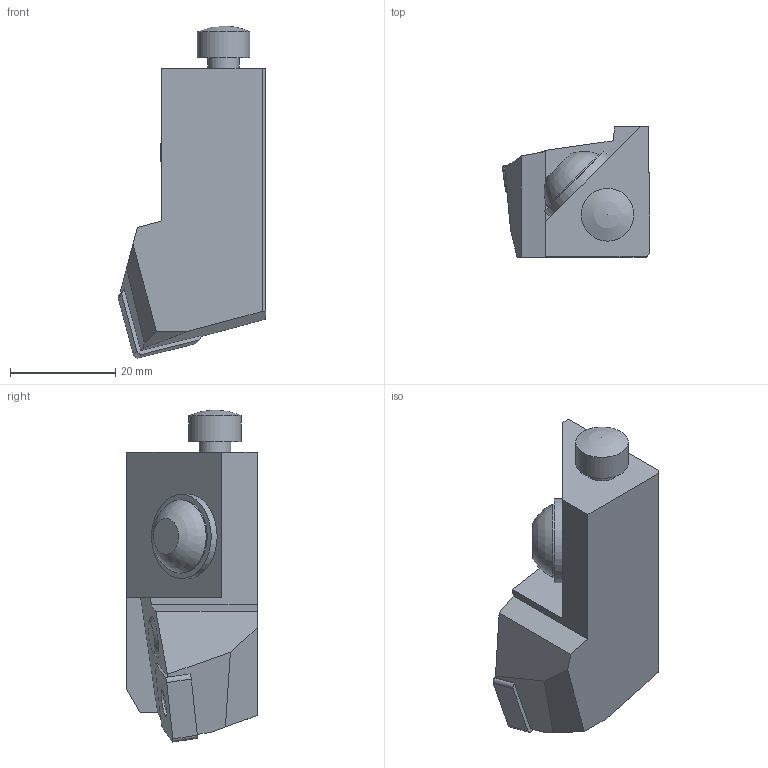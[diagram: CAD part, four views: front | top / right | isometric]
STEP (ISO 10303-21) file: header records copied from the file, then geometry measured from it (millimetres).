
FILE_DESCRIPTION(/* description */ (''),/* implementation_level */ '2;1');
FILE_NAME(/* name */ '1686743064088.stp',/* time_stamp */ '2023-06-14T17:14:32+06:00',/* author */ (''),/* organization */ ('SMS'),/* preprocessor_version */ 'ST-DEVELOPER v16.7',/* originating_system */ 'SIEMENS PLM Software NX 12.0',/* authorisation */ '');
FILE_SCHEMA (('AUTOMOTIVE_DESIGN { 1 0 10303 214 3 1 1 1 }'));
Length unit declared in the file: millimetre
Products named in the file (4): ASSEMBLY_CONSTRUCTION; IsoTurningInsert; 204778440mod000_00; 204778441mod000_00
Assembly tree (3 placements, depth 2):
  204778441mod000_00
    204778440mod000_00
    IsoTurningInsert
    ASSEMBLY_CONSTRUCTION
Bounding box: 28 x 24.75 x 63 mm (x, y, z)
Volume: 21687.8 mm3; surface area: 6346 mm2
Topology: 2 solids, 2 shells, 51 faces, 128 edges, 93 vertices
Faces by surface type: plane 35, cylinder 13, sphere 2, cone 1
Full cylindrical faces by diameter (mm): 5.156 x2, 6 x1, 10 x1, 13.875 x1, 16 x1
Entity records: 1708 total; most frequent: CARTESIAN_POINT 326, DIRECTION 269, ORIENTED_EDGE 228, EDGE_CURVE 114, AXIS2_PLACEMENT_3D 93, LINE 83, VECTOR 83, VERTEX_POINT 81
